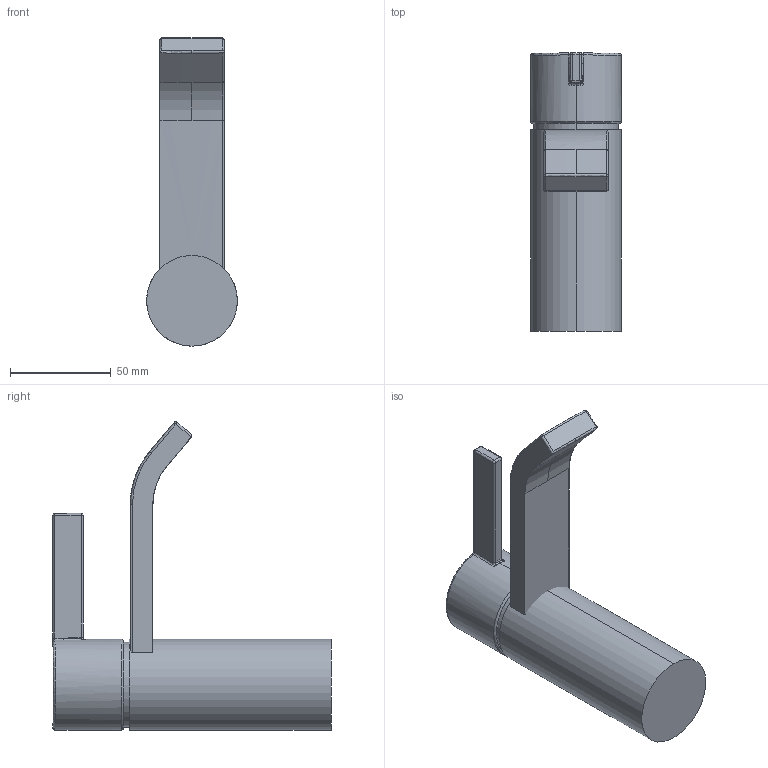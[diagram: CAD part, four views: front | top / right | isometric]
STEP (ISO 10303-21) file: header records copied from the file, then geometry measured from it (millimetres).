
FILE_DESCRIPTION (( 'STEP AP214' ), '1' );
FILE_NAME ('33521671ff_PM.STEP', '2023-11-20T10:08:57', ( '' ), ( '' ), 'SwSTEP 2.0', 'SolidWorks 2023', '' );
FILE_SCHEMA (( 'AUTOMOTIVE_DESIGN' ));
Length unit declared in the file: millimetre
Products named in the file (4): 33521671ff_PM; Planungsmodell_Koerper-+-09.30.01.162.94-01_-_K9_45x105; Planungsmodell_Rohr-+-09.28.22.238.94-01_-_K13; Planungsmodell_Hebel-+-09206701821_K1_45x35
Assembly tree (3 placements, depth 2):
  33521671ff_PM
    Planungsmodell_Koerper-+-09.30.01.162.94-01_-_K9_45x105
    Planungsmodell_Hebel-+-09206701821_K1_45x35
    Planungsmodell_Rohr-+-09.28.22.238.94-01_-_K13
Bounding box: 45 x 138 x 152.9 mm (x, y, z)
Volume: 267525.4 mm3; surface area: 38890 mm2
Topology: 3 solids, 3 shells, 80 faces, 177 edges, 99 vertices
Faces by surface type: cylinder 29, torus 15, bspline 15, plane 13, sphere 8
Entity records: 3214 total; most frequent: CARTESIAN_POINT 1422, DIRECTION 378, ORIENTED_EDGE 344, EDGE_CURVE 172, AXIS2_PLACEMENT_3D 167, VERTEX_POINT 99, CIRCLE 96, EDGE_LOOP 81
